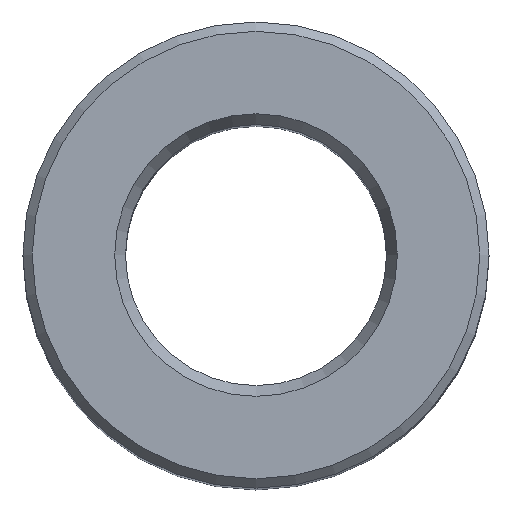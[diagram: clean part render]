
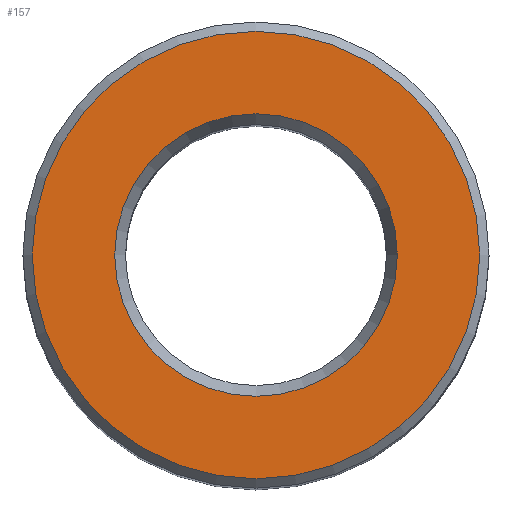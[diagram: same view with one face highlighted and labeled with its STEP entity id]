
A CAD part, top view. The second image highlights one B-rep face of the part: STEP entity #157.
In plain terms, the highlighted planar face has unit normal (0, 0, 1).
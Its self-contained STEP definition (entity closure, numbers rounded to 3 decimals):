
#157=ADVANCED_FACE('',(#219,#220),#221,.T.);
#219=FACE_BOUND('',#259,.T.);
#220=FACE_OUTER_BOUND('',#260,.T.);
#221=PLANE('',#261);
#259=EDGE_LOOP('',(#297));
#260=EDGE_LOOP('',(#298));
#261=AXIS2_PLACEMENT_3D('',#299,#300,#301);
#297=ORIENTED_EDGE('',*,*,#340,.T.);
#298=ORIENTED_EDGE('',*,*,#335,.T.);
#299=CARTESIAN_POINT('',(0.0,0.0,57.5));
#300=DIRECTION('',(0.0,0.0,1.0));
#301=DIRECTION('',(1.0,0.0,0.0));
#335=EDGE_CURVE('',#353,#353,#354,.T.);
#340=EDGE_CURVE('',#361,#361,#362,.F.);
#353=VERTEX_POINT('',#378);
#354=CIRCLE('',#379,24.0);
#361=VERTEX_POINT('',#386);
#362=CIRCLE('',#387,15.155);
#378=CARTESIAN_POINT('',(24.0,0.0,57.5));
#379=AXIS2_PLACEMENT_3D('',#403,#404,#405);
#386=CARTESIAN_POINT('',(15.155,0.,57.5));
#387=AXIS2_PLACEMENT_3D('',#412,#413,#414);
#403=CARTESIAN_POINT('',(0.0,0.0,57.5));
#404=DIRECTION('',(0.0,0.0,1.0));
#405=DIRECTION('',(1.0,0.0,0.0));
#412=CARTESIAN_POINT('',(0.0,0.0,57.5));
#413=DIRECTION('',(0.0,0.0,1.0));
#414=DIRECTION('',(1.0,0.0,0.0));
